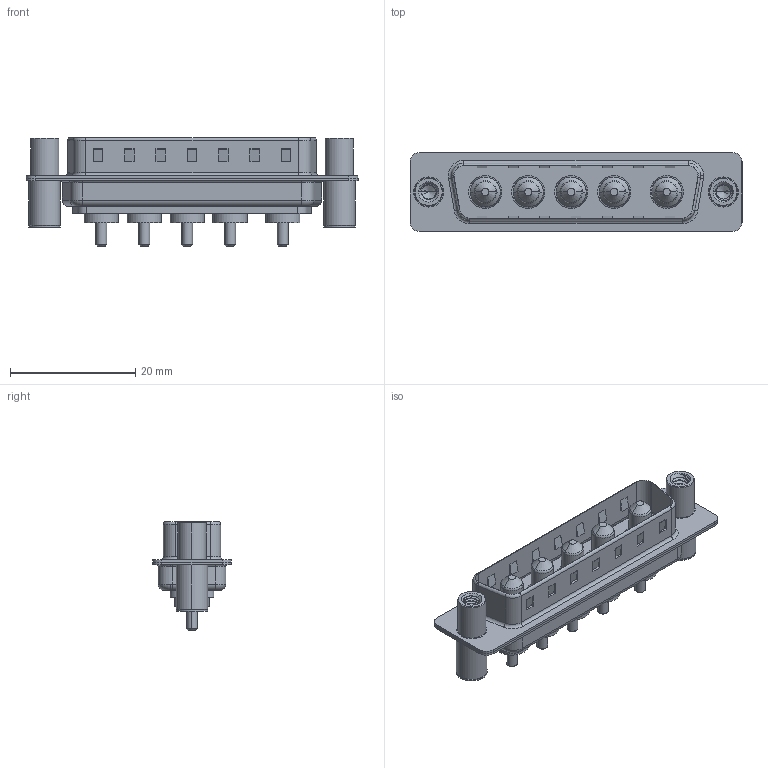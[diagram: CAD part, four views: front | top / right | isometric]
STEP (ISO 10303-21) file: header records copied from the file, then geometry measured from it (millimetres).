
FILE_DESCRIPTION (( 'STEP AP203' ), '1' );
FILE_NAME ('627-5W5-624-1NC.STEP', '2019-05-25T23:40:28', ( '' ), ( '' ), 'SwSTEP 2.0', 'SolidWorks 2016', '' );
FILE_SCHEMA (( 'CONFIG_CONTROL_DESIGN' ));
Length unit declared in the file: millimetre
Products named in the file (7): 627Combo Threaded Standoff and Board Spacer_C; Power Pin_10A S; 627Combo Threaded Standoff and Board Spacer_4; 627-5W5-624-1NC; 627Combo Housing_5W5; 627Combo Shell Rear_25 Contacts; 627Combo Shell Front_25 Contacts
Assembly tree (10 placements, depth 2):
  627-5W5-624-1NC
    627Combo Housing_5W5
    627Combo Shell Rear_25 Contacts
    627Combo Shell Front_25 Contacts
    627Combo Threaded Standoff and Board Spacer_C
    Power Pin_10A S  x5
    627Combo Threaded Standoff and Board Spacer_4
Bounding box: 53 x 12.6 x 17.4 mm (x, y, z)
Volume: 3279.1 mm3; surface area: 7134.8 mm2
Topology: 15 solids, 15 shells, 671 faces, 1628 edges, 1011 vertices
Faces by surface type: cylinder 294, plane 227, torus 64, cone 64, bspline 22
Entity records: 21291 total; most frequent: CARTESIAN_POINT 7895, ORIENTED_EDGE 2652, DIRECTION 2631, EDGE_CURVE 1326, AXIS2_PLACEMENT_3D 967, VERTEX_POINT 835, VECTOR 697, LINE 697
